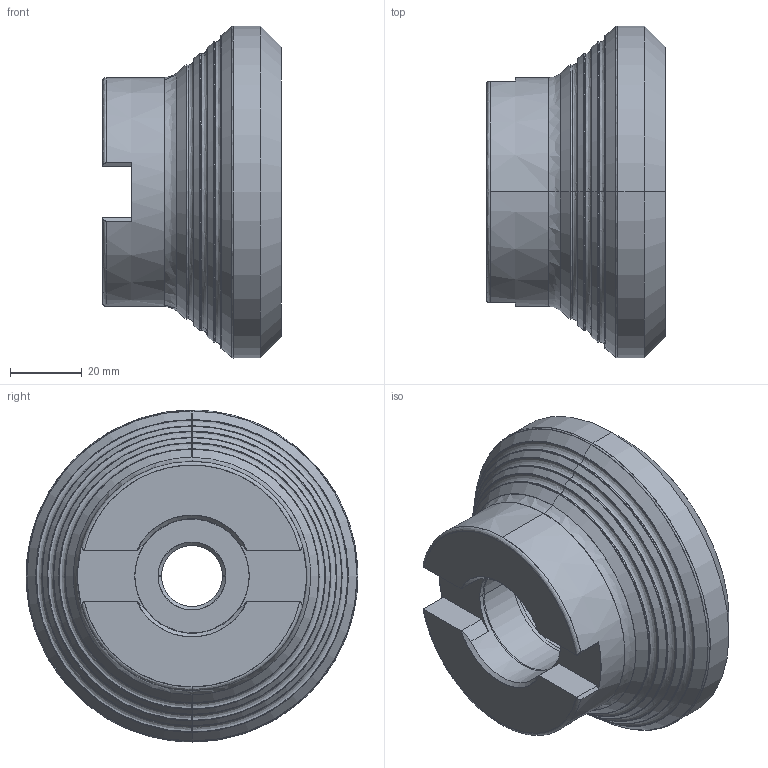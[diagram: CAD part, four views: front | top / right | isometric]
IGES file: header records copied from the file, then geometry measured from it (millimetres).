
Start section: SolidWorks IGES file using analytic representation for surfaces
Global section: file name: 45PP-080-558-6.IGS; native system: SolidWorks 2009; preprocessor: SolidWorks 2009; author: phk; date: 100318.111104; units: millimetre
Bounding box: 50 x 92.8 x 92.8 mm (x, y, z)
Surface area: 26360.3 mm2 (no closed solid volume)
Topology: 0 solids, 0 shells, 87 faces, 917 edges, 917 vertices
Faces by surface type: bspline 51, revolution 36
